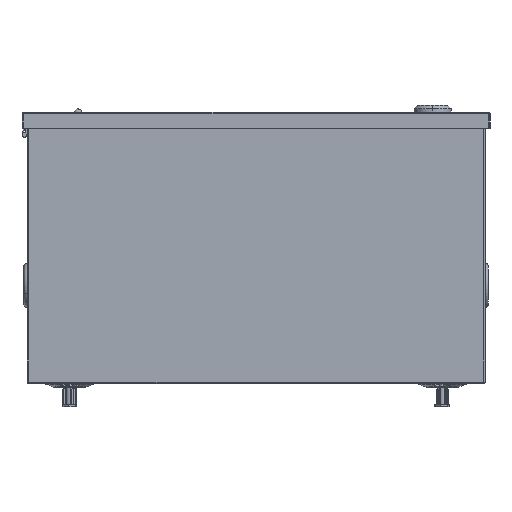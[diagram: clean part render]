
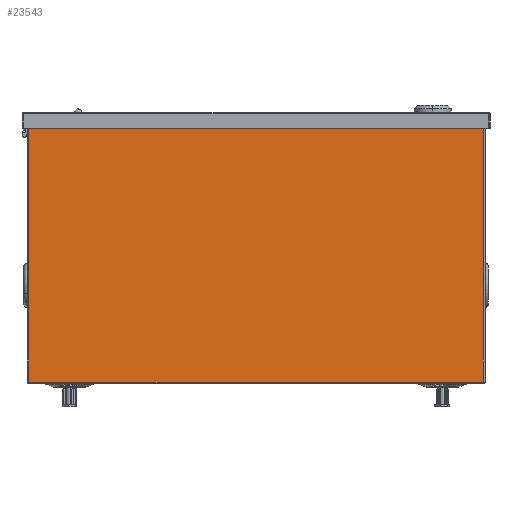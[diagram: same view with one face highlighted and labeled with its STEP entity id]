
A CAD part, front view. The second image highlights one B-rep face of the part: STEP entity #23543.
In plain terms, the highlighted planar face has unit normal (0, -1, 0).
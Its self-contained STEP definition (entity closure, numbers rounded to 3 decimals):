
#23543 = ADVANCED_FACE ( 'NONE', ( #133360 ), #76141, .F. ) ;
#27963 = CARTESIAN_POINT ( 'NONE',  ( 138.4, -194., 0. ) ) ;
#33918 = LINE ( 'NONE', #193896, #174452 ) ;
#44469 = DIRECTION ( 'NONE',  ( 0., 0., 1. ) ) ;
#68929 = VERTEX_POINT ( 'NONE', #85449 ) ;
#76141 = PLANE ( 'NONE',  #116294 ) ;
#79069 = CARTESIAN_POINT ( 'NONE',  ( 138.4, -194., 160.8 ) ) ;
#80691 = CARTESIAN_POINT ( 'NONE',  ( 0., -194., 0. ) ) ;
#83946 = DIRECTION ( 'NONE',  ( 0., 0., 1. ) ) ;
#85018 = CARTESIAN_POINT ( 'NONE',  ( -138.4, -194., 0.1 ) ) ;
#85449 = CARTESIAN_POINT ( 'NONE',  ( 138.4, -194., 0.1 ) ) ;
#88698 = ORIENTED_EDGE ( 'NONE', *, *, #171354, .T. ) ;
#94394 = ORIENTED_EDGE ( 'NONE', *, *, #147970, .T. ) ;
#97690 = CARTESIAN_POINT ( 'NONE',  ( 138.4, -194., 160.8 ) ) ;
#116294 = AXIS2_PLACEMENT_3D ( 'NONE', #80691, #218466, #44469 ) ;
#121005 = VERTEX_POINT ( 'NONE', #97690 ) ;
#132762 = VERTEX_POINT ( 'NONE', #168557 ) ;
#133360 = FACE_OUTER_BOUND ( 'NONE', #211500, .T. ) ;
#147970 = EDGE_CURVE ( 'NONE', #132762, #157393, #33918, .T. ) ;
#148736 = VECTOR ( 'NONE', #170179, 1000. ) ;
#149360 = VECTOR ( 'NONE', #83946, 1000. ) ;
#153895 = LINE ( 'NONE', #79069, #148736 ) ;
#154168 = LINE ( 'NONE', #27963, #149360 ) ;
#157393 = VERTEX_POINT ( 'NONE', #85018 ) ;
#157886 = DIRECTION ( 'NONE',  ( 0., 0., -1. ) ) ;
#162874 = ORIENTED_EDGE ( 'NONE', *, *, #174052, .T. ) ;
#168557 = CARTESIAN_POINT ( 'NONE',  ( -138.4, -194., 160.8 ) ) ;
#170179 = DIRECTION ( 'NONE',  ( -1., 0., 0. ) ) ;
#171354 = EDGE_CURVE ( 'NONE', #121005, #132762, #153895, .T. ) ;
#171798 = CARTESIAN_POINT ( 'NONE',  ( -138.4, -194., 0.1 ) ) ;
#174052 = EDGE_CURVE ( 'NONE', #68929, #121005, #154168, .T. ) ;
#174452 = VECTOR ( 'NONE', #157886, 1000. ) ;
#175281 = DIRECTION ( 'NONE',  ( -1., 0., 0. ) ) ;
#192677 = LINE ( 'NONE', #171798, #214845 ) ;
#193896 = CARTESIAN_POINT ( 'NONE',  ( -138.4, -194., 0. ) ) ;
#194362 = ORIENTED_EDGE ( 'NONE', *, *, #226092, .F. ) ;
#211500 = EDGE_LOOP ( 'NONE', ( #88698, #94394, #194362, #162874 ) ) ;
#214845 = VECTOR ( 'NONE', #175281, 1000. ) ;
#218466 = DIRECTION ( 'NONE',  ( 0., 1., 0. ) ) ;
#226092 = EDGE_CURVE ( 'NONE', #68929, #157393, #192677, .T. ) ;
